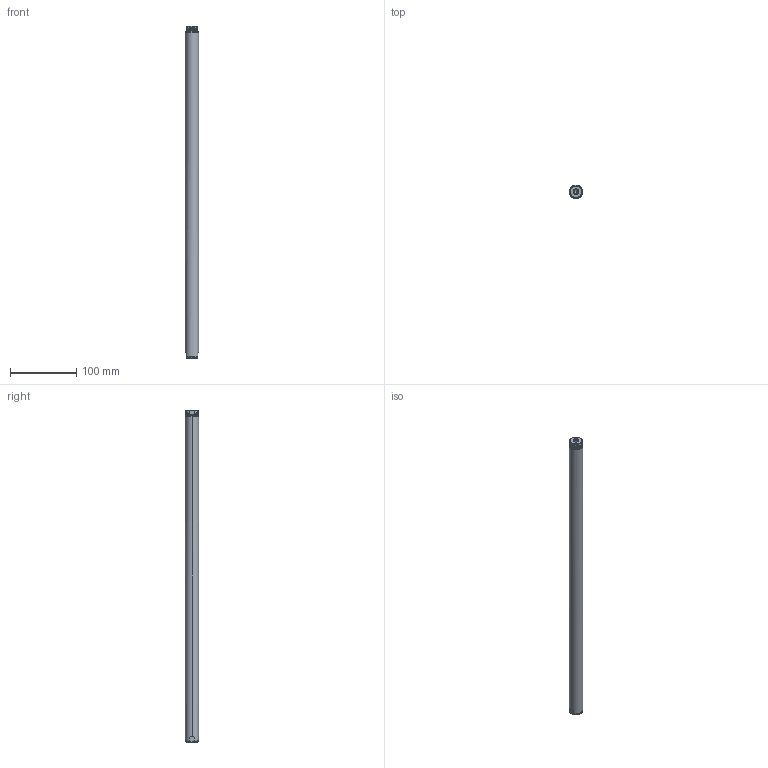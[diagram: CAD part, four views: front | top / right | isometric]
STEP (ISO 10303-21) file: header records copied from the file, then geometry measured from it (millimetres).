
FILE_DESCRIPTION (( 'STEP AP214' ), '1' );
FILE_NAME ('0186-0594_160331_PL02-20x500!440-LC.STEP', '2016-03-31T13:28:43', ( '' ), ( '' ), 'SwSTEP 2.0', 'SolidWorks 2016', '' );
FILE_SCHEMA (( 'AUTOMOTIVE_DESIGN' ));
Length unit declared in the file: millimetre
Products named in the file (1): 0186-0594_160331_PL02-20x500!440-LC
Bounding box: 20 x 20 x 500 mm (x, y, z)
Volume: 155771.6 mm3; surface area: 32598.5 mm2
Topology: 1 solids, 1 shells, 56 faces, 148 edges, 95 vertices
Faces by surface type: plane 20, cylinder 16, torus 12, cone 8
Entity records: 2113 total; most frequent: CARTESIAN_POINT 594, ORIENTED_EDGE 292, DIRECTION 274, EDGE_CURVE 146, AXIS2_PLACEMENT_3D 111, VERTEX_POINT 95, EDGE_LOOP 59, FACE_OUTER_BOUND 56
